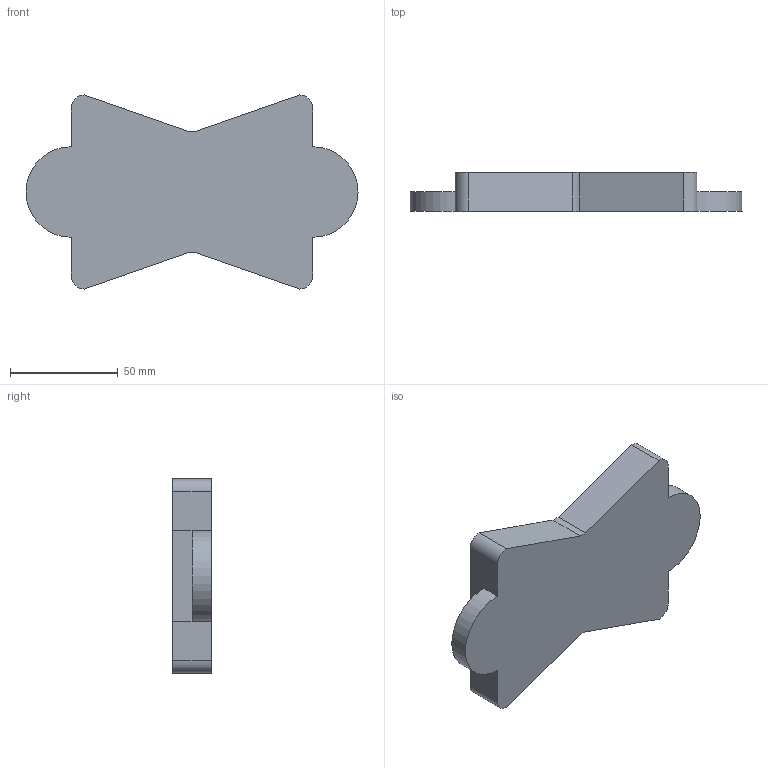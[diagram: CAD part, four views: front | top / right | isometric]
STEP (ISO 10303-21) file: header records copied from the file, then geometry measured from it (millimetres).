
FILE_DESCRIPTION(/* description */ ('STEP AP242','CAx-IF Rec.Pracs.---Representation and Presentation of Product Manufacturing Information (PMI)---4.0---2014-10-13','CAx-IF Rec.Pracs.---3D Tessellated Geometry---0.4---2014-09-14','2;1'),/* implementation_level */ '2;1');
FILE_NAME(/* name */ '68b5e8f9fba9b04cb6753388',/* time_stamp */ '2025-09-01T19:42:02Z',/* author */ (''),/* organization */ (''),/* preprocessor_version */ 'ST-DEVELOPER v20',/* originating_system */ 'ONSHAPE BY PTC INC, 1.203',/* authorisation */ ' ');
FILE_SCHEMA (('AP242_MANAGED_MODEL_BASED_3D_ENGINEERING_MIM_LF { 1 0 10303 442 1 1 4 }'));
Length unit declared in the file: metre
Products named in the file (2): SKYLARK200_BOWTIE-1; Part 795
Assembly tree (1 placements, depth 2):
  SKYLARK200_BOWTIE-1
    Part 795
Bounding box: 154 x 18 x 90 mm (x, y, z)
Volume: 161869.1 mm3; surface area: 27097.5 mm2
Topology: 1 solids, 1 shells, 22 faces, 56 edges, 36 vertices
Faces by surface type: plane 14, cylinder 8
Entity records: 705 total; most frequent: CARTESIAN_POINT 125, DIRECTION 114, ORIENTED_EDGE 112, EDGE_CURVE 56, LINE 40, VECTOR 40, AXIS2_PLACEMENT_3D 37, VERTEX_POINT 36
